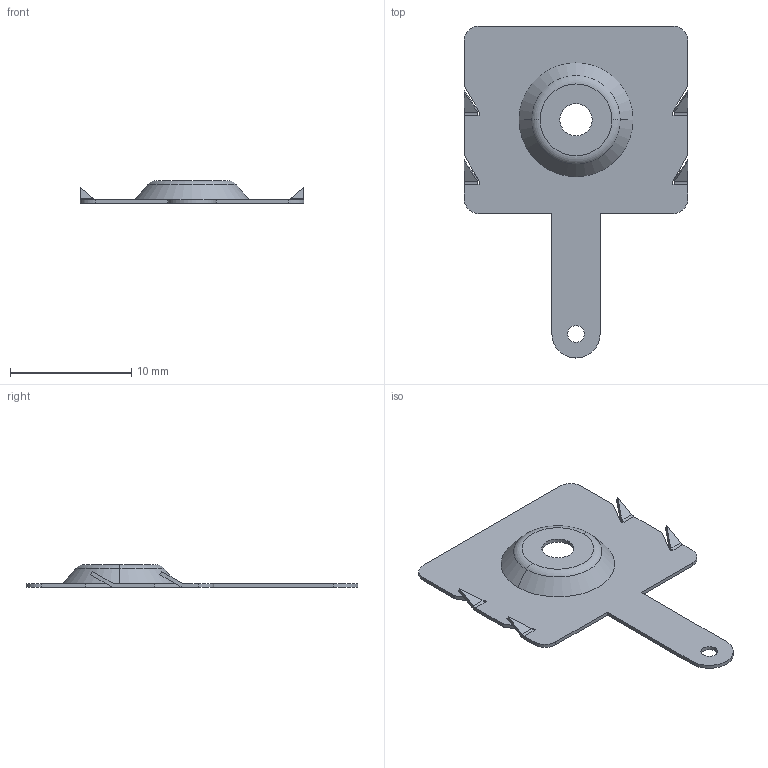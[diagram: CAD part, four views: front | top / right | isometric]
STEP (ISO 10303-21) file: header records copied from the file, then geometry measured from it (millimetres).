
FILE_DESCRIPTION (( 'STEP AP214' ), '1' );
FILE_NAME ('SN-T8-1.STEP', '2020-02-07T09:09:47', ( '' ), ( '' ), 'SwSTEP 2.0', 'SolidWorks 2017', '' );
FILE_SCHEMA (( 'AUTOMOTIVE_DESIGN' ));
Length unit declared in the file: inch
Products named in the file (1): SN-T8-1
Bounding box: 18.49 x 27.41 x 1.88 mm (x, y, z)
Volume: 103.7 mm3; surface area: 717.3 mm2
Topology: 1 solids, 1 shells, 68 faces, 172 edges, 108 vertices
Faces by surface type: plane 43, cylinder 17, torus 4, cone 4
Entity records: 2074 total; most frequent: DIRECTION 360, CARTESIAN_POINT 349, ORIENTED_EDGE 344, EDGE_CURVE 172, VECTOR 122, LINE 122, AXIS2_PLACEMENT_3D 119, VERTEX_POINT 108
